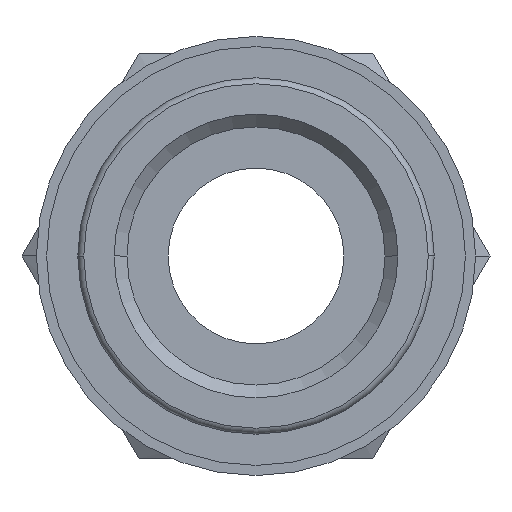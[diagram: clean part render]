
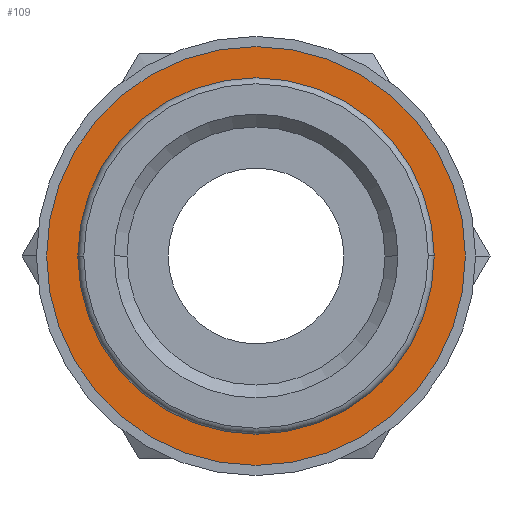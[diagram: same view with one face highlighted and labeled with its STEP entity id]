
A CAD part, front view. The second image highlights one B-rep face of the part: STEP entity #109.
In plain terms, the highlighted planar face has unit normal (0, -1, 0).
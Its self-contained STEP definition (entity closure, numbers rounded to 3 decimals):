
#109=ADVANCED_FACE('',(#269,#270),#271,.T.);
#269=FACE_BOUND('',#482,.T.);
#270=FACE_OUTER_BOUND('',#483,.T.);
#271=PLANE('',#484);
#482=EDGE_LOOP('',(#742,#743));
#483=EDGE_LOOP('',(#744,#745));
#484=AXIS2_PLACEMENT_3D('',#746,#747,#748);
#742=ORIENTED_EDGE('',*,*,#1235,.T.);
#743=ORIENTED_EDGE('',*,*,#1236,.T.);
#744=ORIENTED_EDGE('',*,*,#1237,.F.);
#745=ORIENTED_EDGE('',*,*,#1238,.F.);
#746=CARTESIAN_POINT('',(7.75,6.3,0.0));
#747=DIRECTION('',(-0.0,-1.0,-0.0));
#748=DIRECTION('',(-1.0,0.0,0.0));
#1235=EDGE_CURVE('',#1469,#1470,#1471,.T.);
#1236=EDGE_CURVE('',#1470,#1469,#1472,.T.);
#1237=EDGE_CURVE('',#1473,#1474,#1475,.T.);
#1238=EDGE_CURVE('',#1474,#1473,#1476,.T.);
#1469=VERTEX_POINT('',#1834);
#1470=VERTEX_POINT('',#1835);
#1471=CIRCLE('',#1836,12.75);
#1472=CIRCLE('',#1837,12.75);
#1473=VERTEX_POINT('',#1838);
#1474=VERTEX_POINT('',#1839);
#1475=CIRCLE('',#1840,15.5);
#1476=CIRCLE('',#1841,15.5);
#1834=CARTESIAN_POINT('',(-12.75,6.3,0.));
#1835=CARTESIAN_POINT('',(12.75,6.3,0.));
#1836=AXIS2_PLACEMENT_3D('',#2326,#2327,#2328);
#1837=AXIS2_PLACEMENT_3D('',#2329,#2330,#2331);
#1838=CARTESIAN_POINT('',(15.5,6.3,0.0));
#1839=CARTESIAN_POINT('',(-15.5,6.3,0.));
#1840=AXIS2_PLACEMENT_3D('',#2332,#2333,#2334);
#1841=AXIS2_PLACEMENT_3D('',#2335,#2336,#2337);
#2326=CARTESIAN_POINT('',(0.0,6.3,0.0));
#2327=DIRECTION('',(-0.0,1.0,0.0));
#2328=DIRECTION('',(1.0,0.0,0.0));
#2329=CARTESIAN_POINT('',(0.0,6.3,0.0));
#2330=DIRECTION('',(-0.0,1.0,0.0));
#2331=DIRECTION('',(1.0,0.0,0.0));
#2332=CARTESIAN_POINT('',(0.0,6.3,0.0));
#2333=DIRECTION('',(-0.0,1.0,0.0));
#2334=DIRECTION('',(1.0,0.0,0.0));
#2335=CARTESIAN_POINT('',(0.0,6.3,0.0));
#2336=DIRECTION('',(-0.0,1.0,0.0));
#2337=DIRECTION('',(1.0,0.0,0.0));
